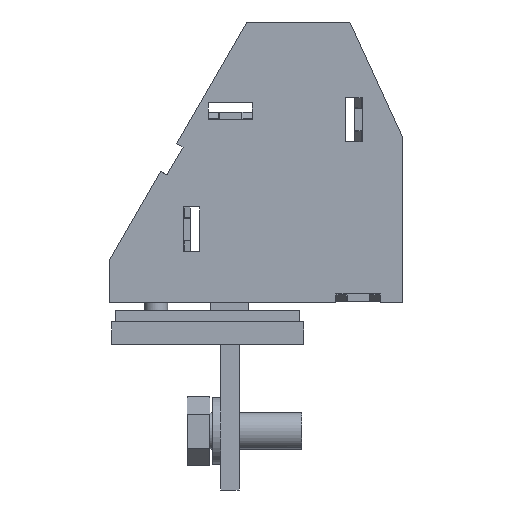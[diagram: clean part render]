
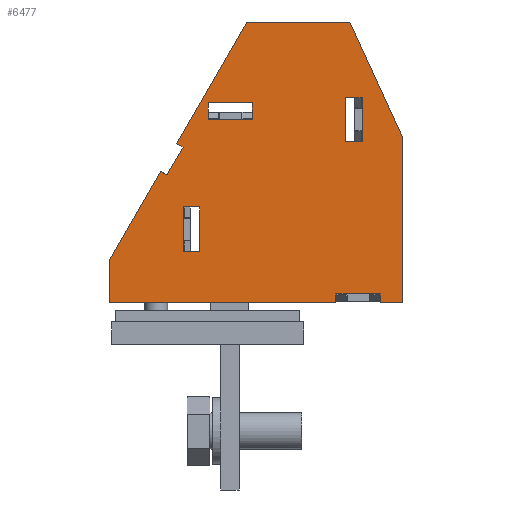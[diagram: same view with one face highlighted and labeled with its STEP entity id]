
A CAD part, left-side view. The second image highlights one B-rep face of the part: STEP entity #6477.
In plain terms, the highlighted planar face has unit normal (-1, 0, 0).
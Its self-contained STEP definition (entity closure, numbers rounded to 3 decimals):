
#6436=AXIS2_PLACEMENT_3D('Plane Axis2P3D',#6433,#6434,#6435) ;
#5526=CARTESIAN_POINT('Vertex',(0.,9.,25.4)) ;
#5529=CARTESIAN_POINT('Line Origine',(0.,24.35,25.4)) ;
#5533=CARTESIAN_POINT('Vertex',(0.,39.7,25.4)) ;
#5610=CARTESIAN_POINT('Line Origine',(0.,39.7,28.342)) ;
#5614=CARTESIAN_POINT('Vertex',(0.,39.7,31.284)) ;
#5630=CARTESIAN_POINT('Line Origine',(0.,36.245,37.269)) ;
#5634=CARTESIAN_POINT('Vertex',(0.,32.789,43.253)) ;
#5650=CARTESIAN_POINT('Line Origine',(0.,32.356,43.003)) ;
#5654=CARTESIAN_POINT('Vertex',(0.,31.923,42.753)) ;
#5717=CARTESIAN_POINT('Vertex',(0.,29.748,46.52)) ;
#5720=CARTESIAN_POINT('Line Origine',(0.,30.181,46.77)) ;
#5724=CARTESIAN_POINT('Vertex',(0.,30.615,47.02)) ;
#5742=CARTESIAN_POINT('Line Origine',(0.,25.857,55.26)) ;
#5746=CARTESIAN_POINT('Vertex',(0.,21.1,63.5)) ;
#5774=CARTESIAN_POINT('Line Origine',(0.,14.1,63.5)) ;
#5778=CARTESIAN_POINT('Vertex',(0.,7.1,63.5)) ;
#5868=CARTESIAN_POINT('Line Origine',(0.,3.55,55.7)) ;
#5872=CARTESIAN_POINT('Vertex',(0.,0.,47.9)) ;
#5907=CARTESIAN_POINT('Line Origine',(0.,0.,36.65)) ;
#5911=CARTESIAN_POINT('Vertex',(0.,0.,25.4)) ;
#5984=CARTESIAN_POINT('Line Origine',(0.,1.5,25.4)) ;
#5988=CARTESIAN_POINT('Vertex',(0.,3.,25.4)) ;
#6004=CARTESIAN_POINT('Line Origine',(0.,3.,26.)) ;
#6008=CARTESIAN_POINT('Vertex',(0.,3.,26.6)) ;
#6024=CARTESIAN_POINT('Line Origine',(0.,6.,26.6)) ;
#6028=CARTESIAN_POINT('Vertex',(0.,9.,26.6)) ;
#6078=CARTESIAN_POINT('Line Origine',(0.,9.,26.)) ;
#6095=CARTESIAN_POINT('Vertex',(0.,7.75,47.25)) ;
#6098=CARTESIAN_POINT('Line Origine',(0.,6.6,47.25)) ;
#6102=CARTESIAN_POINT('Vertex',(0.,5.45,47.25)) ;
#6118=CARTESIAN_POINT('Line Origine',(0.,5.45,50.25)) ;
#6122=CARTESIAN_POINT('Vertex',(0.,5.45,53.25)) ;
#6172=CARTESIAN_POINT('Line Origine',(0.,6.6,53.25)) ;
#6176=CARTESIAN_POINT('Vertex',(0.,7.75,53.25)) ;
#6192=CARTESIAN_POINT('Line Origine',(0.,7.75,50.25)) ;
#6209=CARTESIAN_POINT('Vertex',(0.,26.35,50.25)) ;
#6212=CARTESIAN_POINT('Line Origine',(0.,23.35,50.25)) ;
#6216=CARTESIAN_POINT('Vertex',(0.,20.35,50.25)) ;
#6266=CARTESIAN_POINT('Line Origine',(0.,20.35,51.4)) ;
#6270=CARTESIAN_POINT('Vertex',(0.,20.35,52.55)) ;
#6286=CARTESIAN_POINT('Line Origine',(0.,23.35,52.55)) ;
#6290=CARTESIAN_POINT('Vertex',(0.,26.35,52.55)) ;
#6306=CARTESIAN_POINT('Line Origine',(0.,26.35,51.4)) ;
#6323=CARTESIAN_POINT('Vertex',(0.,27.45,38.4)) ;
#6326=CARTESIAN_POINT('Line Origine',(0.,28.6,38.4)) ;
#6330=CARTESIAN_POINT('Vertex',(0.,29.75,38.4)) ;
#6346=CARTESIAN_POINT('Line Origine',(0.,29.75,35.4)) ;
#6350=CARTESIAN_POINT('Vertex',(0.,29.75,32.4)) ;
#6400=CARTESIAN_POINT('Line Origine',(0.,28.6,32.4)) ;
#6404=CARTESIAN_POINT('Vertex',(0.,27.45,32.4)) ;
#6420=CARTESIAN_POINT('Line Origine',(0.,27.45,35.4)) ;
#6433=CARTESIAN_POINT('Axis2P3D Location',(0.,23.4,24.4)) ;
#6438=CARTESIAN_POINT('Line Origine',(0.,30.836,44.637)) ;
#5530=DIRECTION('Vector Direction',(0.,1.,0.)) ;
#5611=DIRECTION('Vector Direction',(0.,0.,1.)) ;
#5631=DIRECTION('Vector Direction',(0.,-0.5,0.866)) ;
#5651=DIRECTION('Vector Direction',(0.,0.866,0.5)) ;
#5721=DIRECTION('Vector Direction',(0.,0.866,0.5)) ;
#5743=DIRECTION('Vector Direction',(0.,-0.5,0.866)) ;
#5775=DIRECTION('Vector Direction',(0.,-1.,0.)) ;
#5869=DIRECTION('Vector Direction',(0.,-0.414,-0.91)) ;
#5908=DIRECTION('Vector Direction',(0.,0.,-1.)) ;
#5985=DIRECTION('Vector Direction',(0.,1.,0.)) ;
#6005=DIRECTION('Vector Direction',(0.,0.,1.)) ;
#6025=DIRECTION('Vector Direction',(0.,1.,0.)) ;
#6079=DIRECTION('Vector Direction',(0.,0.,1.)) ;
#6099=DIRECTION('Vector Direction',(0.,1.,0.)) ;
#6119=DIRECTION('Vector Direction',(0.,0.,-1.)) ;
#6173=DIRECTION('Vector Direction',(0.,1.,0.)) ;
#6193=DIRECTION('Vector Direction',(0.,0.,1.)) ;
#6213=DIRECTION('Vector Direction',(0.,-1.,0.)) ;
#6267=DIRECTION('Vector Direction',(0.,0.,1.)) ;
#6287=DIRECTION('Vector Direction',(0.,1.,0.)) ;
#6307=DIRECTION('Vector Direction',(0.,0.,1.)) ;
#6327=DIRECTION('Vector Direction',(0.,1.,0.)) ;
#6347=DIRECTION('Vector Direction',(0.,0.,1.)) ;
#6401=DIRECTION('Vector Direction',(0.,-1.,0.)) ;
#6421=DIRECTION('Vector Direction',(0.,0.,-1.)) ;
#6434=DIRECTION('Axis2P3D Direction',(1.,-0.,0.)) ;
#6435=DIRECTION('Axis2P3D XDirection',(0.,0.,-1.)) ;
#6439=DIRECTION('Vector Direction',(0.,-0.5,0.866)) ;
#5531=VECTOR('Line Direction',#5530,1.) ;
#5612=VECTOR('Line Direction',#5611,1.) ;
#5632=VECTOR('Line Direction',#5631,1.) ;
#5652=VECTOR('Line Direction',#5651,1.) ;
#5722=VECTOR('Line Direction',#5721,1.) ;
#5744=VECTOR('Line Direction',#5743,1.) ;
#5776=VECTOR('Line Direction',#5775,1.) ;
#5870=VECTOR('Line Direction',#5869,1.) ;
#5909=VECTOR('Line Direction',#5908,1.) ;
#5986=VECTOR('Line Direction',#5985,1.) ;
#6006=VECTOR('Line Direction',#6005,1.) ;
#6026=VECTOR('Line Direction',#6025,1.) ;
#6080=VECTOR('Line Direction',#6079,1.) ;
#6100=VECTOR('Line Direction',#6099,1.) ;
#6120=VECTOR('Line Direction',#6119,1.) ;
#6174=VECTOR('Line Direction',#6173,1.) ;
#6194=VECTOR('Line Direction',#6193,1.) ;
#6214=VECTOR('Line Direction',#6213,1.) ;
#6268=VECTOR('Line Direction',#6267,1.) ;
#6288=VECTOR('Line Direction',#6287,1.) ;
#6308=VECTOR('Line Direction',#6307,1.) ;
#6328=VECTOR('Line Direction',#6327,1.) ;
#6348=VECTOR('Line Direction',#6347,1.) ;
#6402=VECTOR('Line Direction',#6401,1.) ;
#6422=VECTOR('Line Direction',#6421,1.) ;
#6440=VECTOR('Line Direction',#6439,1.) ;
#6444=ORIENTED_EDGE('',*,*,#6082,.T.) ;
#6445=ORIENTED_EDGE('',*,*,#6030,.F.) ;
#6446=ORIENTED_EDGE('',*,*,#6010,.F.) ;
#6447=ORIENTED_EDGE('',*,*,#5990,.F.) ;
#6448=ORIENTED_EDGE('',*,*,#5913,.F.) ;
#6449=ORIENTED_EDGE('',*,*,#5874,.F.) ;
#6450=ORIENTED_EDGE('',*,*,#5780,.F.) ;
#6451=ORIENTED_EDGE('',*,*,#5748,.F.) ;
#6452=ORIENTED_EDGE('',*,*,#5726,.F.) ;
#6453=ORIENTED_EDGE('',*,*,#6442,.F.) ;
#6454=ORIENTED_EDGE('',*,*,#5656,.T.) ;
#6455=ORIENTED_EDGE('',*,*,#5636,.F.) ;
#6456=ORIENTED_EDGE('',*,*,#5616,.F.) ;
#6457=ORIENTED_EDGE('',*,*,#5535,.F.) ;
#6460=ORIENTED_EDGE('',*,*,#6104,.T.) ;
#6461=ORIENTED_EDGE('',*,*,#6196,.T.) ;
#6462=ORIENTED_EDGE('',*,*,#6178,.F.) ;
#6463=ORIENTED_EDGE('',*,*,#6124,.T.) ;
#6466=ORIENTED_EDGE('',*,*,#6218,.F.) ;
#6467=ORIENTED_EDGE('',*,*,#6310,.T.) ;
#6468=ORIENTED_EDGE('',*,*,#6292,.F.) ;
#6469=ORIENTED_EDGE('',*,*,#6272,.F.) ;
#6472=ORIENTED_EDGE('',*,*,#6406,.F.) ;
#6473=ORIENTED_EDGE('',*,*,#6352,.T.) ;
#6474=ORIENTED_EDGE('',*,*,#6332,.F.) ;
#6475=ORIENTED_EDGE('',*,*,#6424,.T.) ;
#6464=FACE_BOUND('',#6459,.T.) ;
#6470=FACE_BOUND('',#6465,.T.) ;
#6476=FACE_BOUND('',#6471,.T.) ;
#6477=ADVANCED_FACE('PRIMARY',(#6458,#6464,#6470,#6476),#6437,.F.) ;
#5535=EDGE_CURVE('',#5527,#5534,#5532,.T.) ;
#5616=EDGE_CURVE('',#5534,#5615,#5613,.T.) ;
#5636=EDGE_CURVE('',#5615,#5635,#5633,.T.) ;
#5656=EDGE_CURVE('',#5655,#5635,#5653,.T.) ;
#5726=EDGE_CURVE('',#5718,#5725,#5723,.T.) ;
#5748=EDGE_CURVE('',#5725,#5747,#5745,.T.) ;
#5780=EDGE_CURVE('',#5747,#5779,#5777,.T.) ;
#5874=EDGE_CURVE('',#5779,#5873,#5871,.T.) ;
#5913=EDGE_CURVE('',#5873,#5912,#5910,.T.) ;
#5990=EDGE_CURVE('',#5912,#5989,#5987,.T.) ;
#6010=EDGE_CURVE('',#5989,#6009,#6007,.T.) ;
#6030=EDGE_CURVE('',#6009,#6029,#6027,.T.) ;
#6082=EDGE_CURVE('',#5527,#6029,#6081,.T.) ;
#6104=EDGE_CURVE('',#6103,#6096,#6101,.T.) ;
#6124=EDGE_CURVE('',#6123,#6103,#6121,.T.) ;
#6178=EDGE_CURVE('',#6123,#6177,#6175,.T.) ;
#6196=EDGE_CURVE('',#6096,#6177,#6195,.T.) ;
#6218=EDGE_CURVE('',#6210,#6217,#6215,.T.) ;
#6272=EDGE_CURVE('',#6217,#6271,#6269,.T.) ;
#6292=EDGE_CURVE('',#6271,#6291,#6289,.T.) ;
#6310=EDGE_CURVE('',#6210,#6291,#6309,.T.) ;
#6332=EDGE_CURVE('',#6324,#6331,#6329,.T.) ;
#6352=EDGE_CURVE('',#6351,#6331,#6349,.T.) ;
#6406=EDGE_CURVE('',#6351,#6405,#6403,.T.) ;
#6424=EDGE_CURVE('',#6324,#6405,#6423,.T.) ;
#6442=EDGE_CURVE('',#5655,#5718,#6441,.T.) ;
#6443=EDGE_LOOP('',(#6444,#6445,#6446,#6447,#6448,#6449,#6450,#6451,#6452,#6453,#6454,#6455,#6456,#6457)) ;
#6459=EDGE_LOOP('',(#6460,#6461,#6462,#6463)) ;
#6465=EDGE_LOOP('',(#6466,#6467,#6468,#6469)) ;
#6471=EDGE_LOOP('',(#6472,#6473,#6474,#6475)) ;
#6458=FACE_OUTER_BOUND('',#6443,.T.) ;
#5532=LINE('Line',#5529,#5531) ;
#5613=LINE('Line',#5610,#5612) ;
#5633=LINE('Line',#5630,#5632) ;
#5653=LINE('Line',#5650,#5652) ;
#5723=LINE('Line',#5720,#5722) ;
#5745=LINE('Line',#5742,#5744) ;
#5777=LINE('Line',#5774,#5776) ;
#5871=LINE('Line',#5868,#5870) ;
#5910=LINE('Line',#5907,#5909) ;
#5987=LINE('Line',#5984,#5986) ;
#6007=LINE('Line',#6004,#6006) ;
#6027=LINE('Line',#6024,#6026) ;
#6081=LINE('Line',#6078,#6080) ;
#6101=LINE('Line',#6098,#6100) ;
#6121=LINE('Line',#6118,#6120) ;
#6175=LINE('Line',#6172,#6174) ;
#6195=LINE('Line',#6192,#6194) ;
#6215=LINE('Line',#6212,#6214) ;
#6269=LINE('Line',#6266,#6268) ;
#6289=LINE('Line',#6286,#6288) ;
#6309=LINE('Line',#6306,#6308) ;
#6329=LINE('Line',#6326,#6328) ;
#6349=LINE('Line',#6346,#6348) ;
#6403=LINE('Line',#6400,#6402) ;
#6423=LINE('Line',#6420,#6422) ;
#6441=LINE('Line',#6438,#6440) ;
#6437=PLANE('',#6436) ;
#5527=VERTEX_POINT('',#5526) ;
#5534=VERTEX_POINT('',#5533) ;
#5615=VERTEX_POINT('',#5614) ;
#5635=VERTEX_POINT('',#5634) ;
#5655=VERTEX_POINT('',#5654) ;
#5718=VERTEX_POINT('',#5717) ;
#5725=VERTEX_POINT('',#5724) ;
#5747=VERTEX_POINT('',#5746) ;
#5779=VERTEX_POINT('',#5778) ;
#5873=VERTEX_POINT('',#5872) ;
#5912=VERTEX_POINT('',#5911) ;
#5989=VERTEX_POINT('',#5988) ;
#6009=VERTEX_POINT('',#6008) ;
#6029=VERTEX_POINT('',#6028) ;
#6096=VERTEX_POINT('',#6095) ;
#6103=VERTEX_POINT('',#6102) ;
#6123=VERTEX_POINT('',#6122) ;
#6177=VERTEX_POINT('',#6176) ;
#6210=VERTEX_POINT('',#6209) ;
#6217=VERTEX_POINT('',#6216) ;
#6271=VERTEX_POINT('',#6270) ;
#6291=VERTEX_POINT('',#6290) ;
#6324=VERTEX_POINT('',#6323) ;
#6331=VERTEX_POINT('',#6330) ;
#6351=VERTEX_POINT('',#6350) ;
#6405=VERTEX_POINT('',#6404) ;
